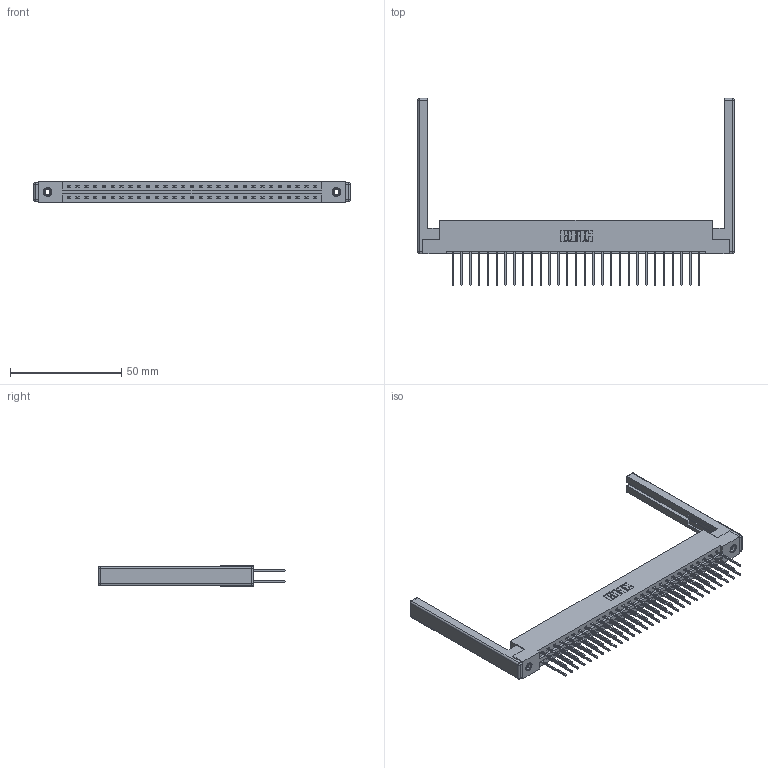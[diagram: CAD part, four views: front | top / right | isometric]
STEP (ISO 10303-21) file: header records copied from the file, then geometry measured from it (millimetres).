
FILE_DESCRIPTION (( 'STEP AP203' ), '1' );
FILE_NAME ('337-058-540-268.STEP', '2019-10-09T19:43:03', ( '' ), ( '' ), 'SwSTEP 2.0', 'SolidWorks 2016', '' );
FILE_SCHEMA (( 'CONFIG_CONTROL_DESIGN' ));
Length unit declared in the file: inch
Products named in the file (5): 345-250-001_345-250-001-102; 345-292-001_345-293-140; 307-220-068; 337 Part_Flush Mounting Lugs - 0.156 Dia-TI; 337-058-540-268
Assembly tree (63 placements, depth 2):
  337-058-540-268
    337 Part_Flush Mounting Lugs - 0.156 Dia-TI
    345-292-001_345-293-140  x58
    345-250-001_345-250-001-102  x2
    307-220-068  x2
Bounding box: 142.34 x 84.21 x 9.4 mm (x, y, z)
Volume: 19432.7 mm3; surface area: 22006.7 mm2
Topology: 63 solids, 63 shells, 3400 faces, 10039 edges, 6594 vertices
Faces by surface type: plane 2362, cylinder 1014, cone 12, sphere 8, torus 4
Entity records: 26944 total; most frequent: CARTESIAN_POINT 4515, ORIENTED_EDGE 4440, DIRECTION 3934, EDGE_CURVE 2220, VECTOR 2042, LINE 2042, VERTEX_POINT 1470, AXIS2_PLACEMENT_3D 946
